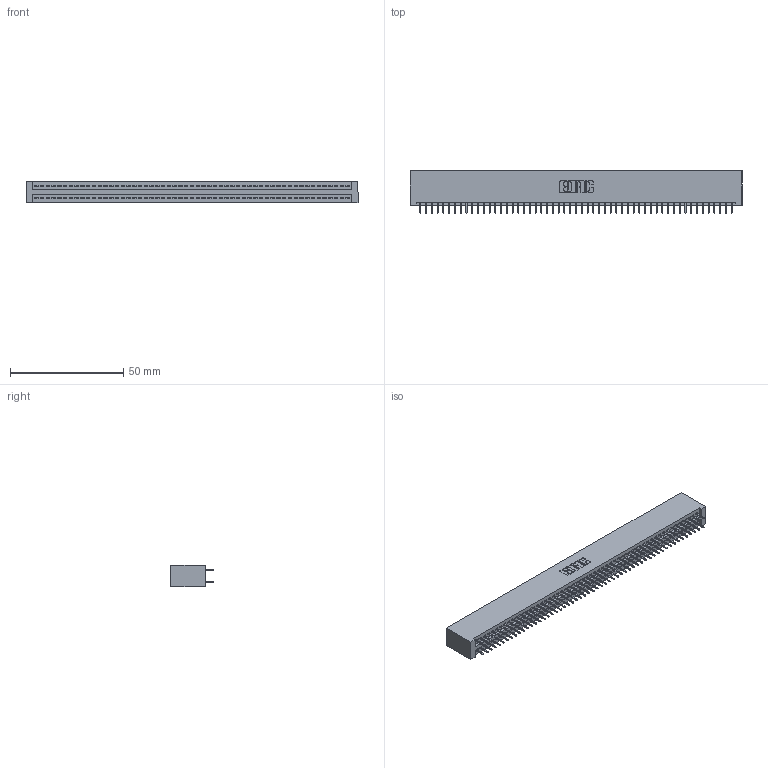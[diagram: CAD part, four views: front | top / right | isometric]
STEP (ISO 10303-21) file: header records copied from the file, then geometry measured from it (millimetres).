
FILE_DESCRIPTION (( 'STEP AP203' ), '1' );
FILE_NAME ('395-110-525-201.STEP', '2020-09-25T18:52:00', ( '' ), ( '' ), 'SwSTEP 2.0', 'SolidWorks 2020', '' );
FILE_SCHEMA (( 'CONFIG_CONTROL_DESIGN' ));
Length unit declared in the file: inch
Products named in the file (3): 345 Part_No Mounting Lugs; 345-292-001_345-293-125; 395-110-525-201
Assembly tree (111 placements, depth 2):
  395-110-525-201
    345 Part_No Mounting Lugs
    345-292-001_345-293-125  x110
Bounding box: 146.3 x 18.72 x 9.4 mm (x, y, z)
Volume: 14767.6 mm3; surface area: 21838.5 mm2
Topology: 111 solids, 111 shells, 6058 faces, 17147 edges, 10990 vertices
Faces by surface type: plane 4366, cylinder 1692
Entity records: 41201 total; most frequent: CARTESIAN_POINT 6892, ORIENTED_EDGE 6826, DIRECTION 6057, EDGE_CURVE 3413, VECTOR 3073, LINE 3073, VERTEX_POINT 2270, AXIS2_PLACEMENT_3D 1492
